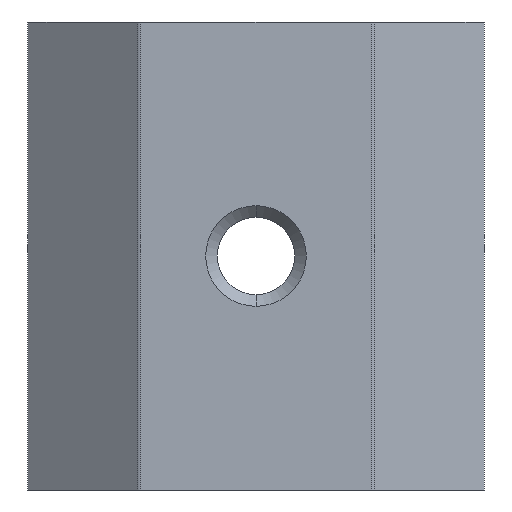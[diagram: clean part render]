
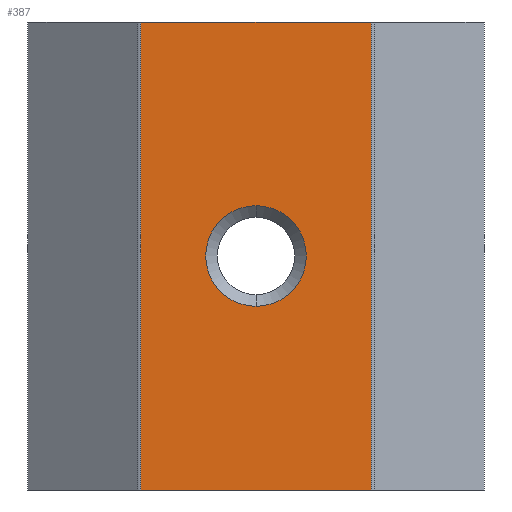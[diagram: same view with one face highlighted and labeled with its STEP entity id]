
A CAD part, front view. The second image highlights one B-rep face of the part: STEP entity #387.
In plain terms, the highlighted planar face has unit normal (0, -1, 0).
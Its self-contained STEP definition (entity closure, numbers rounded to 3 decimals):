
#13 = CARTESIAN_POINT ( 'NONE',  ( -4.931, -10.5, 10. ) ) ;
#36 = DIRECTION ( 'NONE',  ( 0., 1., 0. ) ) ;
#39 = ORIENTED_EDGE ( 'NONE', *, *, #351, .T. ) ;
#44 = VERTEX_POINT ( 'NONE', #390 ) ;
#46 = VECTOR ( 'NONE', #599, 1000. ) ;
#55 = EDGE_LOOP ( 'NONE', ( #365, #412, #133, #344 ) ) ;
#77 = DIRECTION ( 'NONE',  ( 0., 0., -1. ) ) ;
#100 = VECTOR ( 'NONE', #800, 1000. ) ;
#105 = PLANE ( 'NONE',  #454 ) ;
#133 = ORIENTED_EDGE ( 'NONE', *, *, #238, .F. ) ;
#141 = LINE ( 'NONE', #13, #700 ) ;
#155 = ORIENTED_EDGE ( 'NONE', *, *, #745, .T. ) ;
#157 = DIRECTION ( 'NONE',  ( 0., 0., 1. ) ) ;
#165 = CARTESIAN_POINT ( 'NONE',  ( -5., -10.5, 10. ) ) ;
#189 = LINE ( 'NONE', #452, #46 ) ;
#238 = EDGE_CURVE ( 'NONE', #805, #311, #189, .T. ) ;
#243 = CIRCLE ( 'NONE', #266, 2.15 ) ;
#254 = LINE ( 'NONE', #369, #100 ) ;
#266 = AXIS2_PLACEMENT_3D ( 'NONE', #715, #367, #293 ) ;
#274 = CARTESIAN_POINT ( 'NONE',  ( 0., -10.5, -2.15 ) ) ;
#277 = CIRCLE ( 'NONE', #785, 2.15 ) ;
#279 = CARTESIAN_POINT ( 'NONE',  ( 4.931, -10.5, -10. ) ) ;
#291 = CARTESIAN_POINT ( 'NONE',  ( -4.931, -10.5, 10. ) ) ;
#293 = DIRECTION ( 'NONE',  ( 0., 0., 1. ) ) ;
#311 = VERTEX_POINT ( 'NONE', #859 ) ;
#344 = ORIENTED_EDGE ( 'NONE', *, *, #583, .T. ) ;
#348 = CARTESIAN_POINT ( 'NONE',  ( 0., -10.5, 0. ) ) ;
#351 = EDGE_CURVE ( 'NONE', #562, #44, #243, .T. ) ;
#365 = ORIENTED_EDGE ( 'NONE', *, *, #487, .T. ) ;
#367 = DIRECTION ( 'NONE',  ( 0., 1., 0. ) ) ;
#369 = CARTESIAN_POINT ( 'NONE',  ( 4.931, -10.5, 10. ) ) ;
#387 = ADVANCED_FACE ( 'NONE', ( #508, #721 ), #105, .F. ) ;
#388 = VERTEX_POINT ( 'NONE', #726 ) ;
#390 = CARTESIAN_POINT ( 'NONE',  ( 0., -10.5, 2.15 ) ) ;
#412 = ORIENTED_EDGE ( 'NONE', *, *, #837, .T. ) ;
#452 = CARTESIAN_POINT ( 'NONE',  ( -5., -10.5, 10. ) ) ;
#454 = AXIS2_PLACEMENT_3D ( 'NONE', #165, #36, #791 ) ;
#487 = EDGE_CURVE ( 'NONE', #388, #597, #537, .T. ) ;
#508 = FACE_BOUND ( 'NONE', #592, .T. ) ;
#537 = LINE ( 'NONE', #694, #858 ) ;
#562 = VERTEX_POINT ( 'NONE', #274 ) ;
#583 = EDGE_CURVE ( 'NONE', #805, #388, #141, .T. ) ;
#592 = EDGE_LOOP ( 'NONE', ( #39, #155 ) ) ;
#597 = VERTEX_POINT ( 'NONE', #279 ) ;
#599 = DIRECTION ( 'NONE',  ( 1., 0., 0. ) ) ;
#694 = CARTESIAN_POINT ( 'NONE',  ( -5., -10.5, -10. ) ) ;
#700 = VECTOR ( 'NONE', #77, 1000. ) ;
#715 = CARTESIAN_POINT ( 'NONE',  ( 0., -10.5, 0. ) ) ;
#721 = FACE_OUTER_BOUND ( 'NONE', #55, .T. ) ;
#726 = CARTESIAN_POINT ( 'NONE',  ( -4.931, -10.5, -10. ) ) ;
#745 = EDGE_CURVE ( 'NONE', #44, #562, #277, .T. ) ;
#785 = AXIS2_PLACEMENT_3D ( 'NONE', #348, #855, #157 ) ;
#791 = DIRECTION ( 'NONE',  ( 0., 0., 1. ) ) ;
#800 = DIRECTION ( 'NONE',  ( 0., 0., 1. ) ) ;
#805 = VERTEX_POINT ( 'NONE', #291 ) ;
#822 = DIRECTION ( 'NONE',  ( 1., 0., 0. ) ) ;
#837 = EDGE_CURVE ( 'NONE', #597, #311, #254, .T. ) ;
#855 = DIRECTION ( 'NONE',  ( 0., 1., 0. ) ) ;
#858 = VECTOR ( 'NONE', #822, 1000. ) ;
#859 = CARTESIAN_POINT ( 'NONE',  ( 4.931, -10.5, 10. ) ) ;
